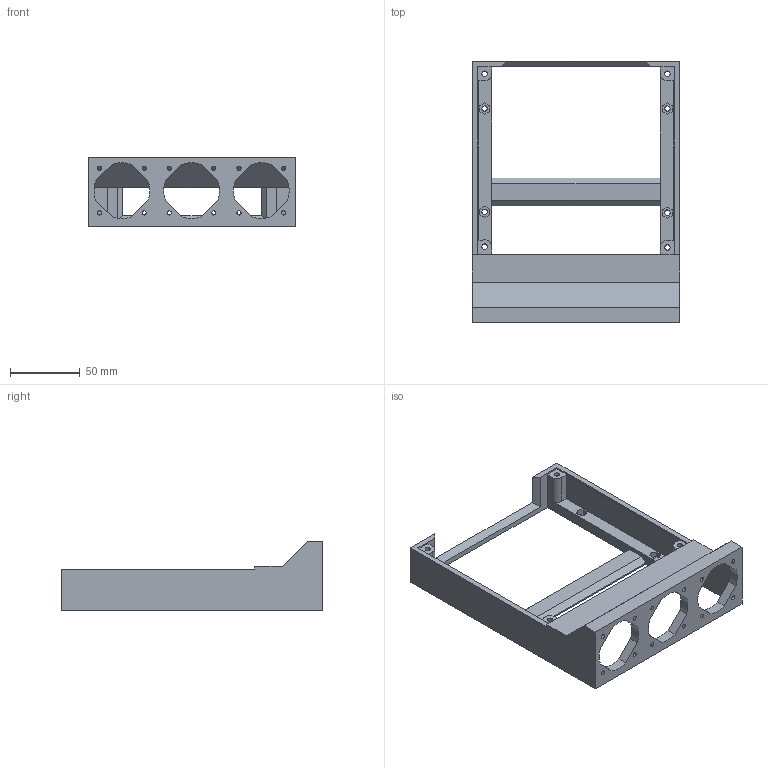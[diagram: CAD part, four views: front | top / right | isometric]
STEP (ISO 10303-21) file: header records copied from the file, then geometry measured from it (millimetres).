
FILE_DESCRIPTION(/* description */ (''),/* implementation_level */ '2;1');
FILE_NAME(/* name */ 'HeVort Duet 3 Bracket With Fans v16.step',/* time_stamp */ '2022-08-15T12:43:46-04:00',/* author */ (''),/* organization */ (''),/* preprocessor_version */ 'ST-DEVELOPER v19',/* originating_system */ 'Autodesk Translation Framework v11.7.0.108',/* authorisation */ '');
FILE_SCHEMA (('AUTOMOTIVE_DESIGN { 1 0 10303 214 3 1 1 }'));
Length unit declared in the file: millimetre
Products named in the file (1): HeVort Duet 3 Bracket With Fans
Bounding box: 149 x 187.6 x 50 mm (x, y, z)
Volume: 144154.8 mm3; surface area: 71446 mm2
Topology: 1 solids, 1 shells, 204 faces, 566 edges, 375 vertices
Faces by surface type: plane 167, cylinder 37
Full cylindrical faces by diameter (mm): 3 x12, 3.9 x8
Entity records: 6584 total; most frequent: CARTESIAN_POINT 1146, ORIENTED_EDGE 1132, DIRECTION 1053, EDGE_CURVE 566, LINE 489, VECTOR 489, VERTEX_POINT 375, AXIS2_PLACEMENT_3D 282
